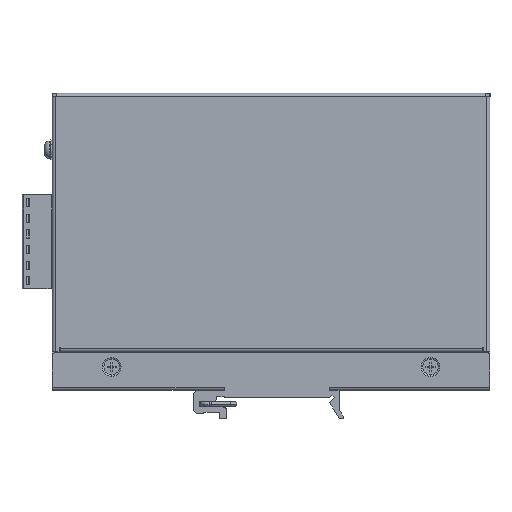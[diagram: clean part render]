
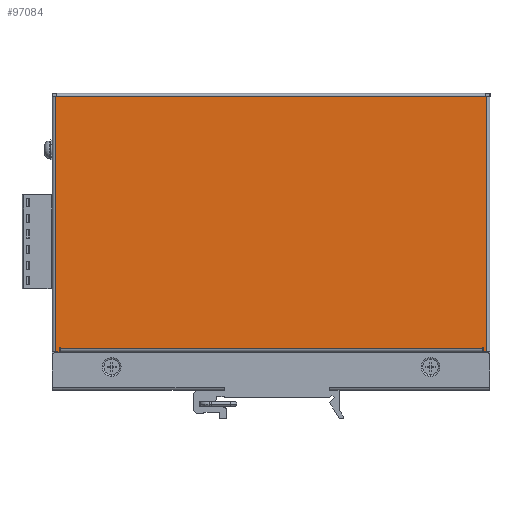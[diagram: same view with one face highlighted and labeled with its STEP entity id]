
A CAD part, front view. The second image highlights one B-rep face of the part: STEP entity #97084.
In plain terms, the highlighted planar face has unit normal (0, -1, 0).
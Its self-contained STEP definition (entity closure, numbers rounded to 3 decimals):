
#28 = VECTOR ( 'NONE', #92222, 1000. ) ;
#787 = LINE ( 'NONE', #16447, #82762 ) ;
#1124 = EDGE_CURVE ( 'NONE', #18564, #20052, #90801, .T. ) ;
#1336 = CARTESIAN_POINT ( 'NONE',  ( -99.521, -21.96, 47. ) ) ;
#2134 = ORIENTED_EDGE ( 'NONE', *, *, #68221, .T. ) ;
#2185 = LINE ( 'NONE', #50678, #101292 ) ;
#4276 = LINE ( 'NONE', #12920, #65414 ) ;
#4675 = PLANE ( 'NONE',  #36601 ) ;
#4759 = VERTEX_POINT ( 'NONE', #96136 ) ;
#5017 = ORIENTED_EDGE ( 'NONE', *, *, #52841, .F. ) ;
#5146 = CARTESIAN_POINT ( 'NONE',  ( -100.821, -21.96, -35.7 ) ) ;
#5488 = ORIENTED_EDGE ( 'NONE', *, *, #52569, .T. ) ;
#5820 = EDGE_CURVE ( 'NONE', #105509, #18564, #787, .T. ) ;
#6041 = EDGE_LOOP ( 'NONE', ( #103972, #41469, #43430, #62711, #18587, #59320, #48520, #2134, #32927, #83673, #97933, #5017, #5488, #92823, #55902, #13440 ) ) ;
#6044 = VERTEX_POINT ( 'NONE', #70219 ) ;
#6253 = DIRECTION ( 'NONE',  ( 0., 1., 0. ) ) ;
#7590 = EDGE_CURVE ( 'NONE', #35404, #70087, #90255, .T. ) ;
#7913 = CARTESIAN_POINT ( 'NONE',  ( -99.821, -21.96, 47. ) ) ;
#9863 = CARTESIAN_POINT ( 'NONE',  ( -98.621, -21.96, 47. ) ) ;
#10318 = LINE ( 'NONE', #43163, #12701 ) ;
#11220 = VECTOR ( 'NONE', #51737, 1000. ) ;
#11382 = VERTEX_POINT ( 'NONE', #35994 ) ;
#12579 = VECTOR ( 'NONE', #39132, 1000. ) ;
#12701 = VECTOR ( 'NONE', #67927, 1000. ) ;
#12871 = EDGE_CURVE ( 'NONE', #19489, #101418, #55959, .T. ) ;
#12920 = CARTESIAN_POINT ( 'NONE',  ( 36.679, -21.96, 47. ) ) ;
#13440 = ORIENTED_EDGE ( 'NONE', *, *, #43758, .T. ) ;
#14088 = EDGE_CURVE ( 'NONE', #17009, #47094, #78441, .T. ) ;
#15930 = LINE ( 'NONE', #1336, #72391 ) ;
#16155 = CARTESIAN_POINT ( 'NONE',  ( -99.521, -21.96, 46. ) ) ;
#16447 = CARTESIAN_POINT ( 'NONE',  ( -100.821, -21.96, -34.4 ) ) ;
#16564 = DIRECTION ( 'NONE',  ( 0., 0., -1. ) ) ;
#17009 = VERTEX_POINT ( 'NONE', #22257 ) ;
#17373 = VERTEX_POINT ( 'NONE', #16155 ) ;
#17619 = LINE ( 'NONE', #7913, #103090 ) ;
#17858 = VECTOR ( 'NONE', #95045, 1000. ) ;
#18564 = VERTEX_POINT ( 'NONE', #55381 ) ;
#18587 = ORIENTED_EDGE ( 'NONE', *, *, #71886, .T. ) ;
#19330 = EDGE_CURVE ( 'NONE', #98120, #4759, #10318, .T. ) ;
#19489 = VERTEX_POINT ( 'NONE', #90466 ) ;
#20052 = VERTEX_POINT ( 'NONE', #22105 ) ;
#22105 = CARTESIAN_POINT ( 'NONE',  ( 36.979, -21.96, -35.7 ) ) ;
#22257 = CARTESIAN_POINT ( 'NONE',  ( -98.321, -21.96, -34.4 ) ) ;
#27044 = CARTESIAN_POINT ( 'NONE',  ( 38.179, -21.96, -35.7 ) ) ;
#28367 = CARTESIAN_POINT ( 'NONE',  ( -98.321, -21.96, 47. ) ) ;
#29553 = DIRECTION ( 'NONE',  ( 0., 0., 1. ) ) ;
#32927 = ORIENTED_EDGE ( 'NONE', *, *, #5820, .T. ) ;
#35404 = VERTEX_POINT ( 'NONE', #57330 ) ;
#35994 = CARTESIAN_POINT ( 'NONE',  ( 36.679, -21.96, -34.7 ) ) ;
#36601 = AXIS2_PLACEMENT_3D ( 'NONE', #44117, #6253, #71975 ) ;
#39132 = DIRECTION ( 'NONE',  ( 1., 0., 0. ) ) ;
#41469 = ORIENTED_EDGE ( 'NONE', *, *, #53960, .T. ) ;
#43163 = CARTESIAN_POINT ( 'NONE',  ( 37.879, -21.96, 47. ) ) ;
#43430 = ORIENTED_EDGE ( 'NONE', *, *, #7590, .F. ) ;
#43598 = VECTOR ( 'NONE', #54952, 1000. ) ;
#43758 = EDGE_CURVE ( 'NONE', #17373, #19489, #15930, .T. ) ;
#44117 = CARTESIAN_POINT ( 'NONE',  ( -89.821, -21.96, -26.8 ) ) ;
#47094 = VERTEX_POINT ( 'NONE', #55526 ) ;
#47212 = FACE_OUTER_BOUND ( 'NONE', #6041, .T. ) ;
#48520 = ORIENTED_EDGE ( 'NONE', *, *, #100262, .T. ) ;
#48924 = CARTESIAN_POINT ( 'NONE',  ( -100.821, -21.96, 45.9 ) ) ;
#50678 = CARTESIAN_POINT ( 'NONE',  ( -100.821, -21.96, 45.9 ) ) ;
#50850 = DIRECTION ( 'NONE',  ( 1., 0., 0. ) ) ;
#51737 = DIRECTION ( 'NONE',  ( 1., 0., 0. ) ) ;
#52407 = CARTESIAN_POINT ( 'NONE',  ( 36.679, -21.96, -34.4 ) ) ;
#52569 = EDGE_CURVE ( 'NONE', #6044, #98120, #2185, .T. ) ;
#52841 = EDGE_CURVE ( 'NONE', #6044, #59450, #97939, .T. ) ;
#53960 = EDGE_CURVE ( 'NONE', #101418, #70087, #17619, .T. ) ;
#54676 = EDGE_CURVE ( 'NONE', #35404, #78855, #100274, .T. ) ;
#54952 = DIRECTION ( 'NONE',  ( 1., 0., 0. ) ) ;
#55381 = CARTESIAN_POINT ( 'NONE',  ( 36.979, -21.96, -34.4 ) ) ;
#55526 = CARTESIAN_POINT ( 'NONE',  ( -98.321, -21.96, -34.7 ) ) ;
#55902 = ORIENTED_EDGE ( 'NONE', *, *, #97052, .F. ) ;
#55959 = LINE ( 'NONE', #48924, #73638 ) ;
#57330 = CARTESIAN_POINT ( 'NONE',  ( -98.621, -21.96, -35.7 ) ) ;
#57919 = CARTESIAN_POINT ( 'NONE',  ( -99.821, -21.96, 45.9 ) ) ;
#58338 = VECTOR ( 'NONE', #91467, 1000. ) ;
#58647 = CARTESIAN_POINT ( 'NONE',  ( 38.179, -21.96, 47. ) ) ;
#59320 = ORIENTED_EDGE ( 'NONE', *, *, #14088, .T. ) ;
#59450 = VERTEX_POINT ( 'NONE', #27044 ) ;
#61276 = DIRECTION ( 'NONE',  ( 0., 0., -1. ) ) ;
#62711 = ORIENTED_EDGE ( 'NONE', *, *, #54676, .T. ) ;
#62845 = LINE ( 'NONE', #78964, #12579 ) ;
#65414 = VECTOR ( 'NONE', #29553, 1000. ) ;
#65493 = DIRECTION ( 'NONE',  ( -1., 0., 0. ) ) ;
#67165 = CARTESIAN_POINT ( 'NONE',  ( -99.821, -21.96, -35.7 ) ) ;
#67885 = DIRECTION ( 'NONE',  ( -1., 0., 0. ) ) ;
#67927 = DIRECTION ( 'NONE',  ( 0., 0., 1. ) ) ;
#68221 = EDGE_CURVE ( 'NONE', #11382, #105509, #4276, .T. ) ;
#70087 = VERTEX_POINT ( 'NONE', #67165 ) ;
#70219 = CARTESIAN_POINT ( 'NONE',  ( 38.179, -21.96, 45.9 ) ) ;
#71886 = EDGE_CURVE ( 'NONE', #78855, #17009, #89379, .T. ) ;
#71975 = DIRECTION ( 'NONE',  ( -1., 0., 0. ) ) ;
#72391 = VECTOR ( 'NONE', #83651, 1000. ) ;
#73042 = DIRECTION ( 'NONE',  ( 0., 0., -1. ) ) ;
#73188 = CARTESIAN_POINT ( 'NONE',  ( -100.821, -21.96, -34.4 ) ) ;
#73638 = VECTOR ( 'NONE', #104378, 1000. ) ;
#74766 = VECTOR ( 'NONE', #73042, 1000. ) ;
#76997 = VECTOR ( 'NONE', #61276, 1000. ) ;
#77891 = EDGE_CURVE ( 'NONE', #59450, #20052, #78898, .T. ) ;
#78441 = LINE ( 'NONE', #28367, #76997 ) ;
#78855 = VERTEX_POINT ( 'NONE', #89368 ) ;
#78898 = LINE ( 'NONE', #5146, #17858 ) ;
#78964 = CARTESIAN_POINT ( 'NONE',  ( -100.821, -21.96, 46. ) ) ;
#82762 = VECTOR ( 'NONE', #50850, 1000. ) ;
#83161 = CARTESIAN_POINT ( 'NONE',  ( -100.821, -21.96, -35.7 ) ) ;
#83651 = DIRECTION ( 'NONE',  ( 0., 0., -1. ) ) ;
#83673 = ORIENTED_EDGE ( 'NONE', *, *, #1124, .T. ) ;
#88276 = CARTESIAN_POINT ( 'NONE',  ( 37.879, -21.96, 45.9 ) ) ;
#89368 = CARTESIAN_POINT ( 'NONE',  ( -98.621, -21.96, -34.4 ) ) ;
#89379 = LINE ( 'NONE', #73188, #43598 ) ;
#90255 = LINE ( 'NONE', #83161, #101538 ) ;
#90466 = CARTESIAN_POINT ( 'NONE',  ( -99.521, -21.96, 45.9 ) ) ;
#90801 = LINE ( 'NONE', #97780, #74766 ) ;
#91467 = DIRECTION ( 'NONE',  ( 0., 0., -1. ) ) ;
#92096 = CARTESIAN_POINT ( 'NONE',  ( 36.679, -21.96, -34.7 ) ) ;
#92222 = DIRECTION ( 'NONE',  ( 0., 0., 1. ) ) ;
#92639 = LINE ( 'NONE', #92096, #11220 ) ;
#92823 = ORIENTED_EDGE ( 'NONE', *, *, #19330, .T. ) ;
#95045 = DIRECTION ( 'NONE',  ( -1., 0., 0. ) ) ;
#96136 = CARTESIAN_POINT ( 'NONE',  ( 37.879, -21.96, 46. ) ) ;
#97052 = EDGE_CURVE ( 'NONE', #17373, #4759, #62845, .T. ) ;
#97084 = ADVANCED_FACE ( 'NONE', ( #47212 ), #4675, .F. ) ;
#97780 = CARTESIAN_POINT ( 'NONE',  ( 36.979, -21.96, 47. ) ) ;
#97933 = ORIENTED_EDGE ( 'NONE', *, *, #77891, .F. ) ;
#97939 = LINE ( 'NONE', #58647, #58338 ) ;
#98120 = VERTEX_POINT ( 'NONE', #88276 ) ;
#100262 = EDGE_CURVE ( 'NONE', #47094, #11382, #92639, .T. ) ;
#100274 = LINE ( 'NONE', #9863, #28 ) ;
#101292 = VECTOR ( 'NONE', #67885, 1000. ) ;
#101418 = VERTEX_POINT ( 'NONE', #57919 ) ;
#101538 = VECTOR ( 'NONE', #65493, 1000. ) ;
#103090 = VECTOR ( 'NONE', #16564, 1000. ) ;
#103972 = ORIENTED_EDGE ( 'NONE', *, *, #12871, .T. ) ;
#104378 = DIRECTION ( 'NONE',  ( -1., 0., 0. ) ) ;
#105509 = VERTEX_POINT ( 'NONE', #52407 ) ;
